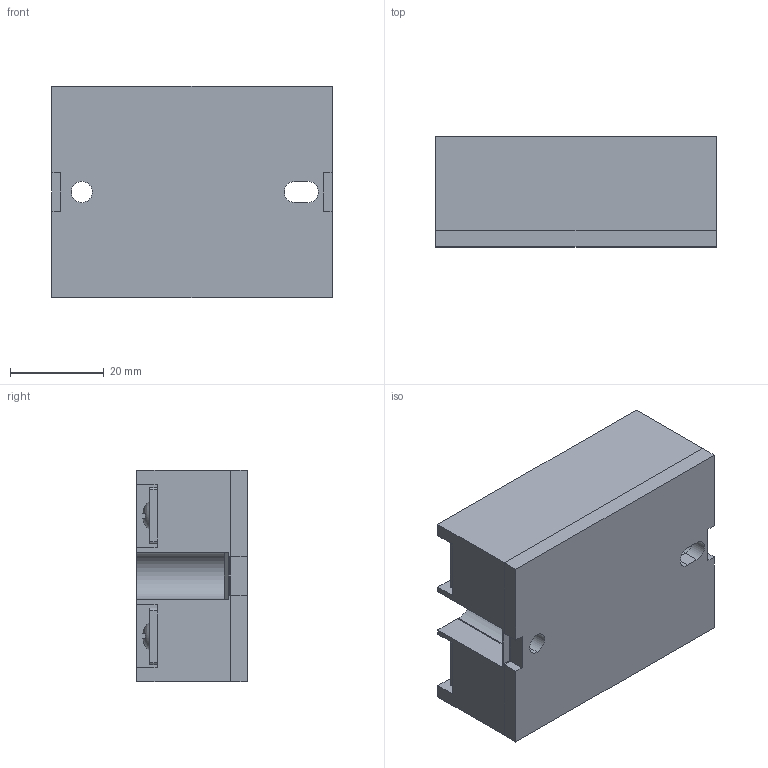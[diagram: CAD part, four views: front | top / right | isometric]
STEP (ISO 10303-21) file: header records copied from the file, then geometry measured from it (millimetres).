
FILE_DESCRIPTION (( 'STEP AP203' ), '1' );
FILE_NAME ('Relay.STEP', '2020-07-18T04:36:35', ( '' ), ( '' ), 'SwSTEP 2.0', 'SolidWorks 2019', '' );
FILE_SCHEMA (( 'CONFIG_CONTROL_DESIGN' ));
Length unit declared in the file: millimetre
Products named in the file (1): Relay
Bounding box: 59.7 x 23.5 x 45 mm (x, y, z)
Volume: 55176.4 mm3; surface area: 17242.6 mm2
Topology: 2 solids, 2 shells, 259 faces, 1919 edges, 1778 vertices
Faces by surface type: plane 223, cylinder 28, torus 8
Entity records: 25372 total; most frequent: CARTESIAN_POINT 11211, ORIENTED_EDGE 3838, EDGE_CURVE 1919, DIRECTION 1860, VERTEX_POINT 1778, LINE 1108, VECTOR 1108, B_SPLINE_CURVE_WITH_KNOTS 695
